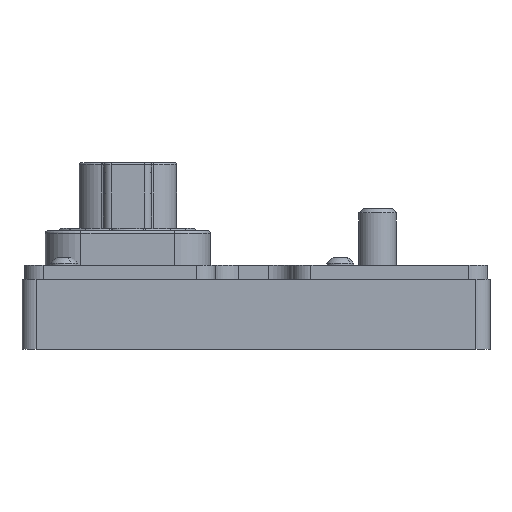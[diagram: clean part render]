
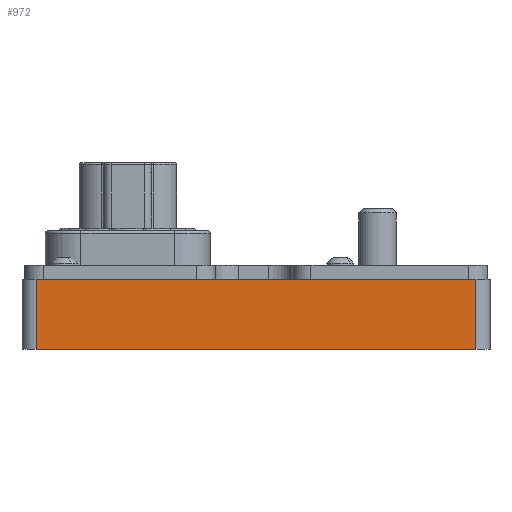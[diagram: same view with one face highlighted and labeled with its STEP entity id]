
A CAD part, left-side view. The second image highlights one B-rep face of the part: STEP entity #972.
In plain terms, the highlighted planar face has unit normal (-1, 0, 0).
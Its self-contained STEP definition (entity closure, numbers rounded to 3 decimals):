
#251 = DIRECTION ( 'NONE',  ( 0., 0., 1. ) ) ;
#972 = ADVANCED_FACE ( 'NONE', ( #31458 ), #16941, .F. ) ;
#1073 = DIRECTION ( 'NONE',  ( 0., -1., 0. ) ) ;
#2266 = EDGE_CURVE ( 'NONE', #15544, #29327, #13565, .T. ) ;
#2465 = EDGE_CURVE ( 'NONE', #29327, #30893, #20595, .T. ) ;
#4488 = EDGE_CURVE ( 'NONE', #10995, #15544, #4674, .T. ) ;
#4674 = LINE ( 'NONE', #16620, #14553 ) ;
#4761 = CARTESIAN_POINT ( 'NONE',  ( 0., 0., 0. ) ) ;
#5035 = AXIS2_PLACEMENT_3D ( 'NONE', #25766, #7956, #19892 ) ;
#7322 = CARTESIAN_POINT ( 'NONE',  ( 0., 0., 15. ) ) ;
#7726 = CARTESIAN_POINT ( 'NONE',  ( 0., 3., 15. ) ) ;
#7956 = DIRECTION ( 'NONE',  ( 1., 0., 0. ) ) ;
#10119 = VECTOR ( 'NONE', #251, 1000. ) ;
#10995 = VERTEX_POINT ( 'NONE', #14312 ) ;
#13565 = LINE ( 'NONE', #4761, #32662 ) ;
#13583 = ORIENTED_EDGE ( 'NONE', *, *, #4488, .T. ) ;
#14312 = CARTESIAN_POINT ( 'NONE',  ( 0., 97., 15. ) ) ;
#14553 = VECTOR ( 'NONE', #26009, 1000. ) ;
#15544 = VERTEX_POINT ( 'NONE', #24964 ) ;
#16620 = CARTESIAN_POINT ( 'NONE',  ( 0., 97., 15. ) ) ;
#16941 = PLANE ( 'NONE',  #5035 ) ;
#19454 = DIRECTION ( 'NONE',  ( 0., -1., 0. ) ) ;
#19892 = DIRECTION ( 'NONE',  ( 0., 0., -1. ) ) ;
#20595 = LINE ( 'NONE', #26276, #10119 ) ;
#22421 = EDGE_CURVE ( 'NONE', #10995, #30893, #36884, .T. ) ;
#22997 = ORIENTED_EDGE ( 'NONE', *, *, #2266, .T. ) ;
#24777 = ORIENTED_EDGE ( 'NONE', *, *, #2465, .T. ) ;
#24964 = CARTESIAN_POINT ( 'NONE',  ( 0., 97., 0. ) ) ;
#25766 = CARTESIAN_POINT ( 'NONE',  ( 0., 0., 15. ) ) ;
#26009 = DIRECTION ( 'NONE',  ( 0., 0., -1. ) ) ;
#26276 = CARTESIAN_POINT ( 'NONE',  ( 0., 3., 15. ) ) ;
#29327 = VERTEX_POINT ( 'NONE', #38643 ) ;
#30893 = VERTEX_POINT ( 'NONE', #7726 ) ;
#31458 = FACE_OUTER_BOUND ( 'NONE', #37907, .T. ) ;
#32662 = VECTOR ( 'NONE', #19454, 1000. ) ;
#36884 = LINE ( 'NONE', #7322, #37283 ) ;
#37283 = VECTOR ( 'NONE', #1073, 1000. ) ;
#37907 = EDGE_LOOP ( 'NONE', ( #22997, #24777, #38009, #13583 ) ) ;
#38009 = ORIENTED_EDGE ( 'NONE', *, *, #22421, .F. ) ;
#38643 = CARTESIAN_POINT ( 'NONE',  ( 0., 3., 0. ) ) ;
